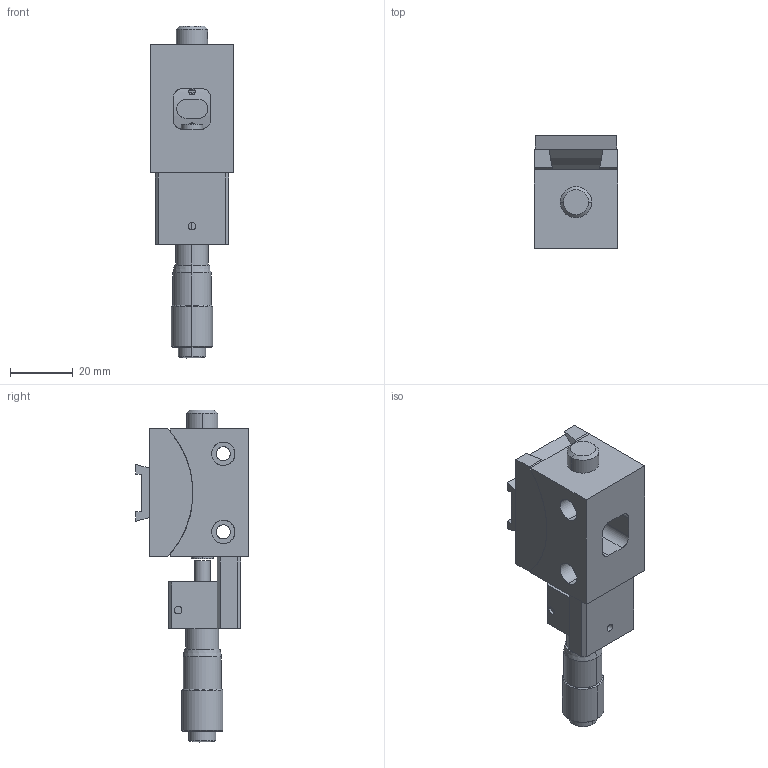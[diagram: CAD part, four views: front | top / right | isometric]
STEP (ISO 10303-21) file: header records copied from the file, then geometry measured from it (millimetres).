
FILE_DESCRIPTION (( 'STEP AP203' ), '1' );
FILE_NAME ('FSG10.step', '2020-02-17T07:20:10', ( '微软用户' ), ( '微软中国' ), 'SwSTEP 2.0', 'SolidWorks 2016', '' );
FILE_SCHEMA (( 'CONFIG_CONTROL_DESIGN' ));
Length unit declared in the file: millimetre
Products named in the file (1): FSG10
Bounding box: 26.6 x 36 x 106.19 mm (x, y, z)
Surface area: 17778.6 mm2 (no closed solid volume)
Topology: 0 solids, 108 shells, 321 faces, 1088 edges, 868 vertices
Faces by surface type: plane 215, cylinder 78, cone 21, bspline 7
Entity records: 15052 total; most frequent: CARTESIAN_POINT 6010, DIRECTION 1700, ORIENTED_EDGE 1603, EDGE_CURVE 1079, VERTEX_POINT 864, VECTOR 698, LINE 698, AXIS2_PLACEMENT_3D 501
